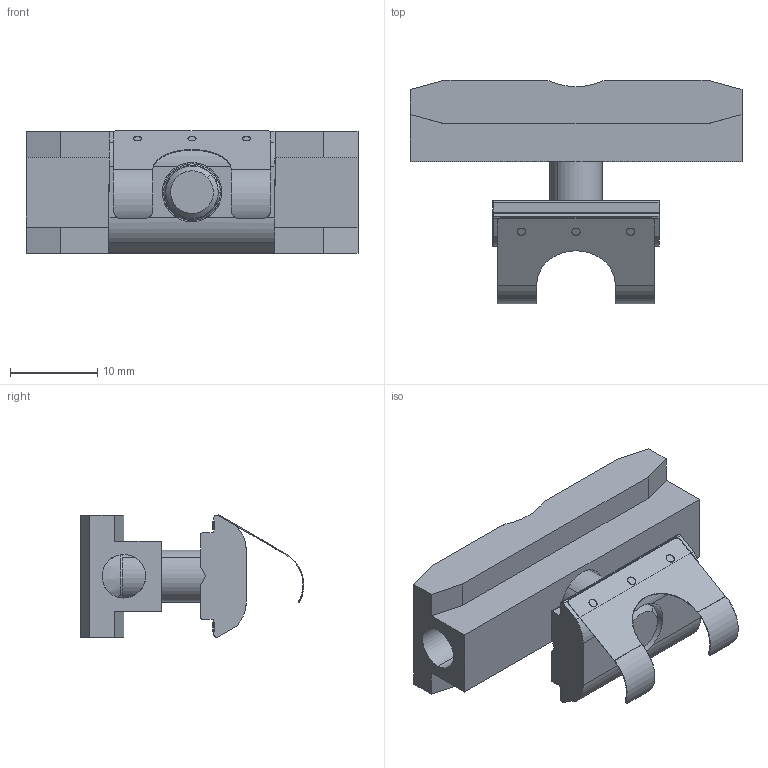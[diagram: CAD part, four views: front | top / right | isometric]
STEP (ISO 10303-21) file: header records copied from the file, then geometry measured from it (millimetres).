
FILE_DESCRIPTION (( 'STEP AP203' ), '1' );
FILE_NAME ('162892.step', '2023-01-11T15:16:08', ( '' ), ( '' ), 'SwSTEP 2.0', 'SolidWorks 2021', '' );
FILE_SCHEMA (( 'CONFIG_CONTROL_DESIGN' ));
Length unit declared in the file: inch
Products named in the file (1): 162892
Bounding box: 38 x 25.59 x 14.04 mm (x, y, z)
Volume: 4498.3 mm3; surface area: 4483.9 mm2
Topology: 5 solids, 5 shells, 155 faces, 404 edges, 257 vertices
Faces by surface type: plane 96, cylinder 45, cone 12, bspline 2
Entity records: 5001 total; most frequent: CARTESIAN_POINT 1107, ORIENTED_EDGE 804, DIRECTION 782, EDGE_CURVE 402, VECTOR 270, LINE 270, VERTEX_POINT 257, AXIS2_PLACEMENT_3D 256
